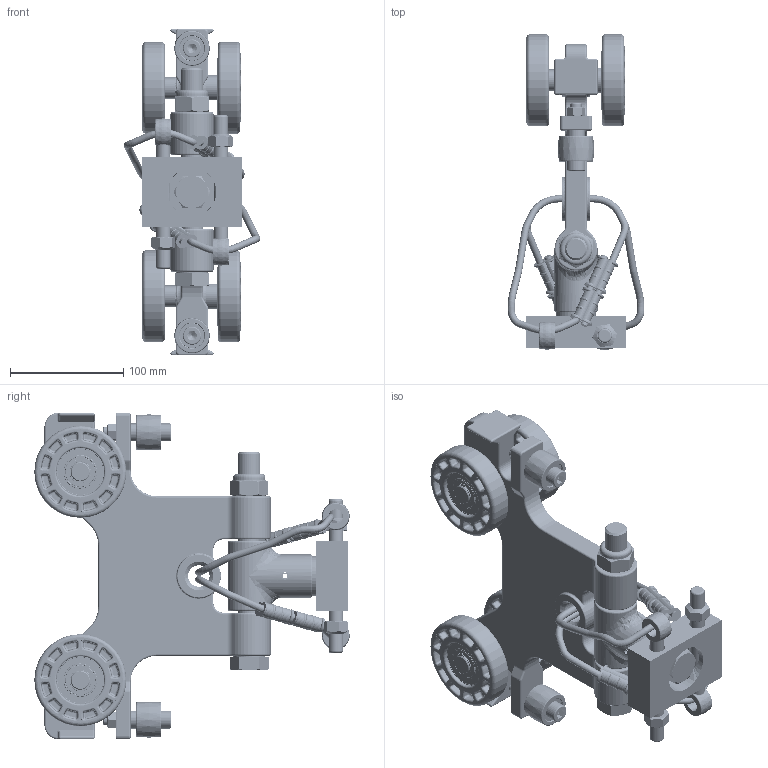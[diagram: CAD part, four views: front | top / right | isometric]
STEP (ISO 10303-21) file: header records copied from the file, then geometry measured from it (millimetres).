
FILE_DESCRIPTION((''),'2;1');
FILE_NAME('22041 520B END TRUCK ASSY.stp','2011-02-03T16:49:04',('jholman'),(''),'Autodesk Inventor 2009','Autodesk Inventor 2009','');
FILE_SCHEMA(('AUTOMOTIVE_DESIGN { 1 0 10303 214 1 1 1 1 }'));
Length unit declared in the file: inch
Products named in the file (29): 22041; 20019; 3D11Y4B4D; 3D11JDF4B; 3D11I6B4A; 3D11H6B4A; 3D11ODF4B; 3D11KDF4A; 3D11MDF4A; 3D11LDF4A; 3D11NDF4A; Hex Nut - UNC (Regular Thread - Inch) 3/8 - 16; Hex Cap Screw - Metric M20 x 180; 3D1173G4D; Forged Socket Head Cap Screw - Metric M10x1.5 x 50; 3D11FDF4B; 3D11HDF4B; 3D11IDF4A; 3D11GUC4C; 3D1195B4B; 3D11S3B4B_1; 3D11T2B4A; Prevailing Torque Type Hex Nut - UNC (Regular Thread - Inch)  (IFI) 1/2 - 13 Metal Type; 3D115FD4B; 3D11BOD4B; 3D11D9B4B; ANSI/AFBMA 21.1 NT - Thrust Needle Roller And Cage Assembly (Inch) 20NT01; 3D114MD4D; 3D111MD4A
Assembly tree (50 placements, depth 4):
  22041
    20019
      3D11Y4B4D
      3D11JDF4B  x2
      3D11I6B4A  x2
      3D11H6B4A  x4
      3D11ODF4B  x2
        3D11KDF4A
        3D11MDF4A
        3D11LDF4A
        3D11NDF4A
      Hex Nut - UNC (Regular Thread - Inch) 3/8 - 16  x2
      Hex Cap Screw - Metric M20 x 180
      3D1173G4D
      Forged Socket Head Cap Screw - Metric M10x1.5 x 50  x2
      3D11FDF4B  x4
        3D11HDF4B
        3D11IDF4A
    3D11GUC4C
      3D1195B4B
      3D11S3B4B_1
      3D11T2B4A
      Prevailing Torque Type Hex Nut - UNC (Regular Thread - Inch)  (IFI) 1/2 - 13 Metal Type  x2
      3D115FD4B  x2
      3D11BOD4B
      3D11D9B4B  x4
      ANSI/AFBMA 21.1 NT - Thrust Needle Roller And Cage Assembly (Inch) 20NT01  x2
    3D114MD4D  x2
    3D111MD4A  x4
Bounding box: 120.64 x 278.77 x 288.93 mm (x, y, z)
Volume: 1355516.4 mm3; surface area: 361008 mm2
Topology: 85 solids, 85 shells, 5023 faces, 11527 edges, 6430 vertices
Faces by surface type: bspline 2112, plane 1142, cylinder 739, torus 575, cone 295, sphere 160
Full cylindrical faces by diameter (mm): 2 x32, 6.35 x24, 9.525 x6, 9.754 x2, 10 x2, 12.7 x6, 15.875 x2, 15.977 x4, 16 x2, 16.954 x8, 16.993 x4, 17.602 x1, 17.78 x2, 17.882 x2, 18.974 x1, 19.05 x7, 20 x3, 22.098 x4, 22.174 x4, 22.225 x6, 22.606 x4, 25.4 x1, 26.594 x4, 26.797 x4, 27.7 x1, 28.575 x4, 28.577 x1, 34.925 x4, 35.001 x2, 38.1 x2
Entity records: 72993 total; most frequent: CARTESIAN_POINT 35904, ORIENTED_EDGE 7362, DIRECTION 7115, EDGE_CURVE 3681, AXIS2_PLACEMENT_3D 3047, VERTEX_POINT 2233, EDGE_LOOP 2160, CIRCLE 1790
